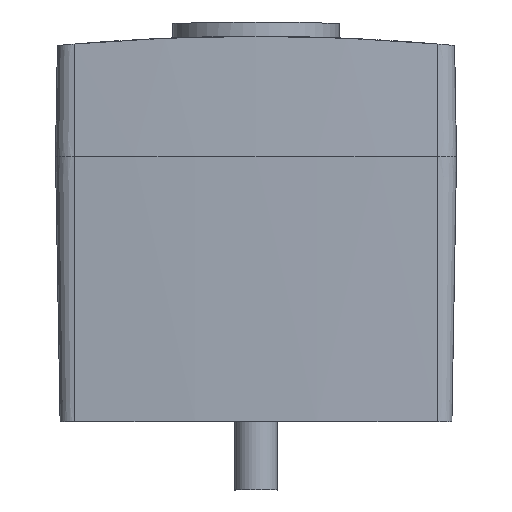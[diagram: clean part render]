
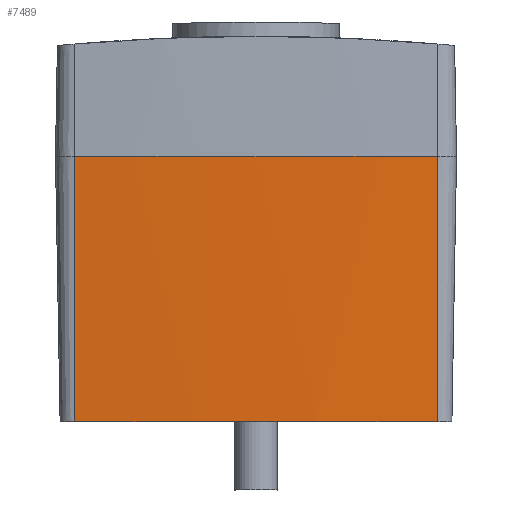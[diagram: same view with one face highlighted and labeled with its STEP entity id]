
A CAD part, front view. The second image highlights one B-rep face of the part: STEP entity #7489.
In plain terms, the highlighted conical face has half-angle 1 degrees and reference radius 199.838 mm.
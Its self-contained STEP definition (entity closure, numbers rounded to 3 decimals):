
#541=CARTESIAN_POINT('',(14.,200.,23.3));
#542=DIRECTION('',(0.,0.,1.));
#543=DIRECTION('',(0.,-1.,0.));
#544=AXIS2_PLACEMENT_3D('',#541,#542,#543);
#546=CARTESIAN_POINT('',(14.,200.,23.3));
#547=DIRECTION('',(0.,0.,1.));
#548=DIRECTION('',(-0.063,-0.998,0.));
#549=AXIS2_PLACEMENT_3D('',#546,#547,#548);
#1208=CARTESIAN_POINT('',(14.,200.,4.75));
#1209=DIRECTION('',(0.,0.,-1.));
#1210=DIRECTION('',(0.063,-0.998,0.));
#1211=AXIS2_PLACEMENT_3D('',#1208,#1209,#1210);
#1268=DIRECTION('',(0.001,0.017,-1.));
#1269=VECTOR('',#1268,18.553);
#1270=CARTESIAN_POINT('',(1.311,0.403,23.3));
#1271=LINE('',#1270,#1269);
#1272=DIRECTION('',(-0.001,0.017,-1.));
#1273=VECTOR('',#1272,18.553);
#1274=CARTESIAN_POINT('',(26.689,0.403,23.3));
#1275=LINE('',#1274,#1273);
#4244=CARTESIAN_POINT('',(1.311,0.403,23.3));
#4245=VERTEX_POINT('',#4244);
#4298=CARTESIAN_POINT('',(14.,0.,23.3));
#4299=CARTESIAN_POINT('',(26.689,0.403,23.3));
#4300=VERTEX_POINT('',#4298);
#4301=VERTEX_POINT('',#4299);
#4489=CARTESIAN_POINT('',(1.332,0.726,4.75));
#4490=VERTEX_POINT('',#4489);
#4533=CARTESIAN_POINT('',(26.668,0.726,4.75));
#4534=VERTEX_POINT('',#4533);
#7476=CARTESIAN_POINT('',(14.,200.,14.025));
#7477=DIRECTION('',(0.,0.,1.));
#7478=DIRECTION('',(0.,-1.,0.));
#7479=AXIS2_PLACEMENT_3D('',#7476,#7477,#7478);
#7480=CONICAL_SURFACE('',#7479,199.838,1.);
#7482=ORIENTED_EDGE('',*,*,#7481,.T.);
#7483=ORIENTED_EDGE('',*,*,#7361,.T.);
#7484=ORIENTED_EDGE('',*,*,#7463,.F.);
#7485=ORIENTED_EDGE('',*,*,#6145,.T.);
#7486=ORIENTED_EDGE('',*,*,#6143,.T.);
#7487=EDGE_LOOP('',(#7482,#7483,#7484,#7485,#7486));
#7488=FACE_OUTER_BOUND('',#7487,.F.);
#7489=ADVANCED_FACE('',(#7488),#7480,.T.);
#545=CIRCLE('',#544,200.);
#550=CIRCLE('',#549,200.);
#1212=CIRCLE('',#1211,199.676);
#6143=EDGE_CURVE('',#4300,#4301,#545,.T.);
#6145=EDGE_CURVE('',#4245,#4300,#550,.T.);
#7361=EDGE_CURVE('',#4534,#4490,#1212,.T.);
#7463=EDGE_CURVE('',#4245,#4490,#1271,.T.);
#7481=EDGE_CURVE('',#4301,#4534,#1275,.T.);
